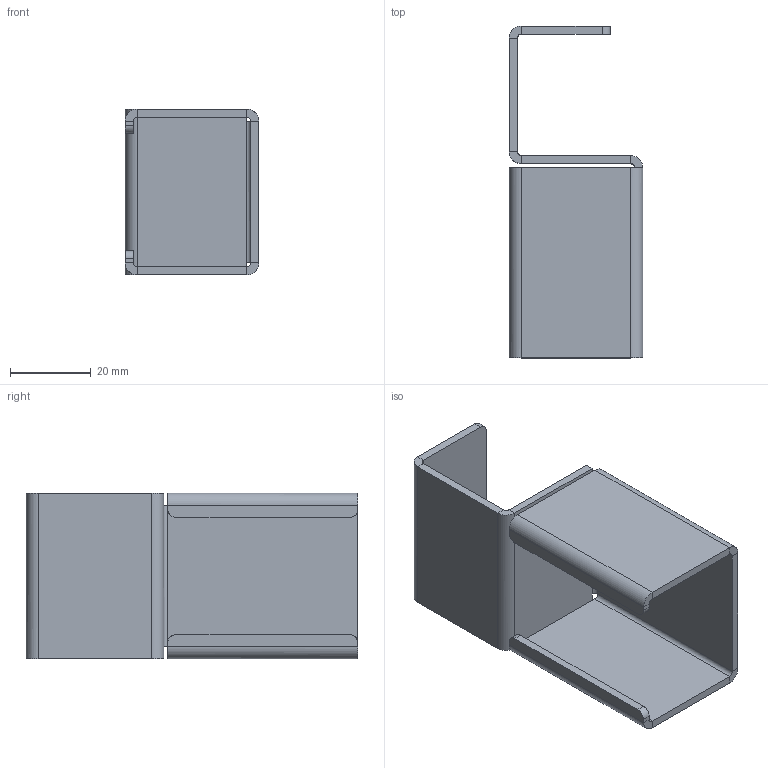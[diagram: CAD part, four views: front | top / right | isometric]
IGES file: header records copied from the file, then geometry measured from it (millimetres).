
Global section: file name: 350021; native system: Autodesk Inventor 2018; preprocessor: unknown; author: Fiala; date: 20190413.130255; units: millimetre
Bounding box: 33 x 82 x 41 mm (x, y, z)
Volume: 17140.6 mm3; surface area: 18133.7 mm2
Topology: 1 solids, 1 shells, 71 faces, 153 edges, 84 vertices
Faces by surface type: bspline 71
